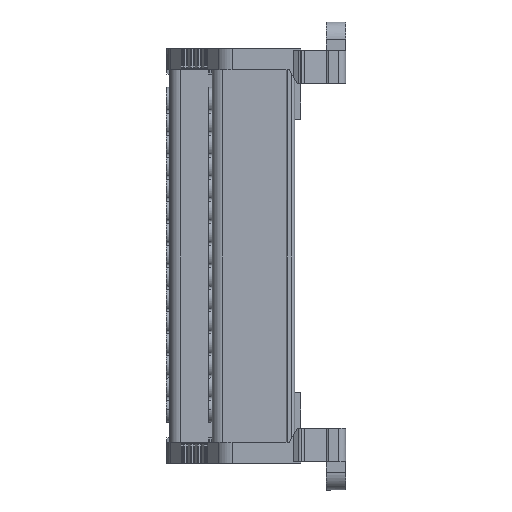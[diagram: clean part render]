
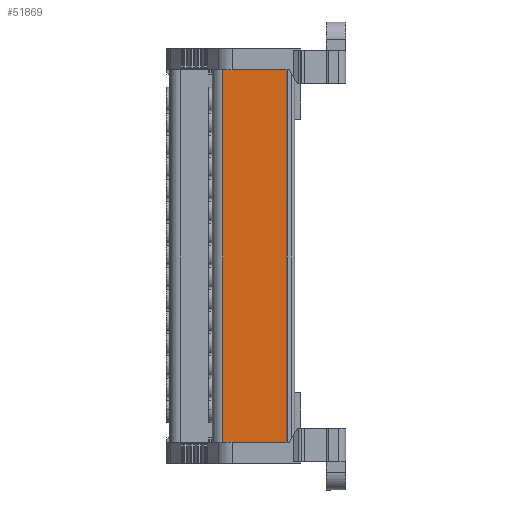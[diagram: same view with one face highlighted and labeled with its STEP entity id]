
A CAD part, left-side view. The second image highlights one B-rep face of the part: STEP entity #51869.
In plain terms, the highlighted planar face has unit normal (-1, 0.018, 0).
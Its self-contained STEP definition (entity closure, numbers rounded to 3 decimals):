
#10268 = CARTESIAN_POINT ( 'NONE',  ( -63.741, 33.485, -36.098 ) ) ;
#10321 = CARTESIAN_POINT ( 'NONE',  ( -63.741, 33.485, 69.472 ) ) ;
#16164 = VECTOR ( 'NONE', #95538, 1000. ) ;
#16295 = VECTOR ( 'NONE', #95730, 1000. ) ;
#16351 = VECTOR ( 'NONE', #95810, 1000. ) ;
#17609 = ORIENTED_EDGE ( 'NONE', *, *, #67251, .F. ) ;
#17664 = ORIENTED_EDGE ( 'NONE', *, *, #67189, .T. ) ;
#17672 = ORIENTED_EDGE ( 'NONE', *, *, #59639, .T. ) ;
#17703 = ORIENTED_EDGE ( 'NONE', *, *, #67238, .T. ) ;
#19385 = CARTESIAN_POINT ( 'NONE',  ( -64.073, 14.456, -36.098 ) ) ;
#22165 = CARTESIAN_POINT ( 'NONE',  ( -64.073, 14.456, 69.472 ) ) ;
#23014 = DIRECTION ( 'NONE',  ( -0.017, -1., 0. ) ) ;
#23026 = CARTESIAN_POINT ( 'NONE',  ( -64.073, 14.456, 146.133 ) ) ;
#23030 = DIRECTION ( 'NONE',  ( -1., 0.017, 0. ) ) ;
#23035 = FACE_OUTER_BOUND ( 'NONE', #56219, .T. ) ;
#23040 = PLANE ( 'NONE',  #66404 ) ;
#27840 = VECTOR ( 'NONE', #69792, 1000. ) ;
#47788 = VERTEX_POINT ( 'NONE', #22165 ) ;
#47833 = VERTEX_POINT ( 'NONE', #19385 ) ;
#51869 = ADVANCED_FACE ( 'NONE', ( #23035 ), #23040, .T. ) ;
#56219 = EDGE_LOOP ( 'NONE', ( #17703, #17672, #17664, #17609 ) ) ;
#59639 = EDGE_CURVE ( 'NONE', #47833, #47788, #69774, .T. ) ;
#66404 = AXIS2_PLACEMENT_3D ( 'NONE', #23026, #23030, #23014 ) ;
#67189 = EDGE_CURVE ( 'NONE', #47788, #73689, #95573, .T. ) ;
#67238 = EDGE_CURVE ( 'NONE', #73580, #47833, #95742, .T. ) ;
#67251 = EDGE_CURVE ( 'NONE', #73580, #73689, #95797, .T. ) ;
#69774 = LINE ( 'NONE', #69775, #27840 ) ;
#69775 = CARTESIAN_POINT ( 'NONE',  ( -64.073, 14.456, 146.133 ) ) ;
#69792 = DIRECTION ( 'NONE',  ( 0., 0., 1. ) ) ;
#73580 = VERTEX_POINT ( 'NONE', #10268 ) ;
#73689 = VERTEX_POINT ( 'NONE', #10321 ) ;
#95538 = DIRECTION ( 'NONE',  ( 0.017, 1., 0. ) ) ;
#95573 = LINE ( 'NONE', #95582, #16164 ) ;
#95582 = CARTESIAN_POINT ( 'NONE',  ( -64.073, 14.456, 69.472 ) ) ;
#95729 = CARTESIAN_POINT ( 'NONE',  ( -64.073, 14.456, -36.098 ) ) ;
#95730 = DIRECTION ( 'NONE',  ( -0.017, -1., 0. ) ) ;
#95742 = LINE ( 'NONE', #95729, #16295 ) ;
#95797 = LINE ( 'NONE', #95809, #16351 ) ;
#95809 = CARTESIAN_POINT ( 'NONE',  ( -63.741, 33.485, 146.133 ) ) ;
#95810 = DIRECTION ( 'NONE',  ( 0., 0., 1. ) ) ;
